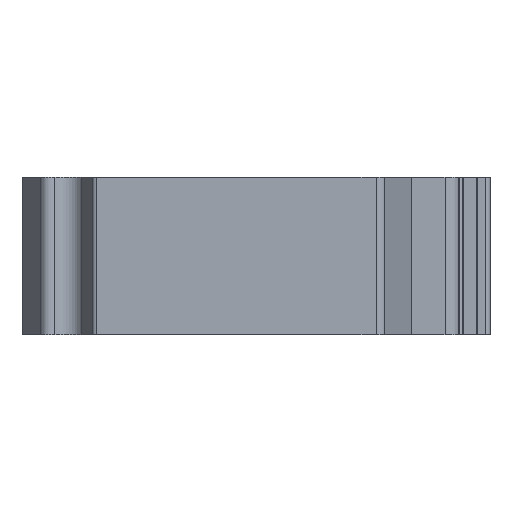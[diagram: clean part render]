
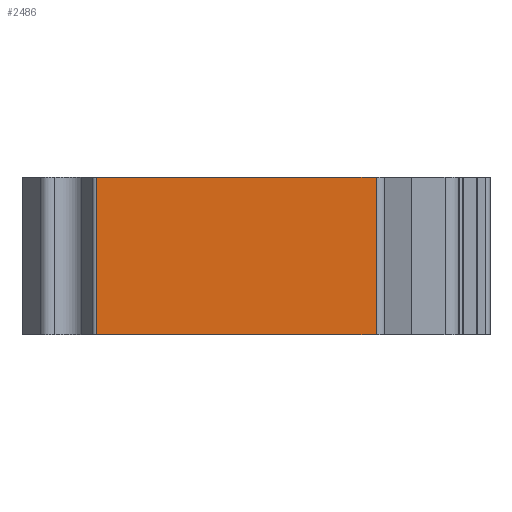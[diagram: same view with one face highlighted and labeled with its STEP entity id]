
A CAD part, left-side view. The second image highlights one B-rep face of the part: STEP entity #2486.
In plain terms, the highlighted planar face has unit normal (-1, 0, 0).
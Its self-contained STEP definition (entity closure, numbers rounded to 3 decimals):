
#1023=DIRECTION('',(0.,1.,0.));
#1024=VECTOR('',#1023,31.062);
#1025=CARTESIAN_POINT('',(-729.579,8.372,0.));
#1026=LINE('',#1025,#1024);
#1027=DIRECTION('',(0.,0.,1.));
#1028=VECTOR('',#1027,17.5);
#1029=CARTESIAN_POINT('',(-729.579,39.433,0.));
#1030=LINE('',#1029,#1028);
#1031=DIRECTION('',(0.,-1.,0.));
#1032=VECTOR('',#1031,31.062);
#1033=CARTESIAN_POINT('',(-729.579,39.433,17.5));
#1034=LINE('',#1033,#1032);
#1159=DIRECTION('',(0.,0.,1.));
#1160=VECTOR('',#1159,17.5);
#1161=CARTESIAN_POINT('',(-729.579,8.372,0.));
#1162=LINE('',#1161,#1160);
#1661=CARTESIAN_POINT('',(-729.579,8.372,0.));
#1663=VERTEX_POINT('',#1661);
#1741=CARTESIAN_POINT('',(-729.579,8.372,17.5));
#1743=VERTEX_POINT('',#1741);
#1795=CARTESIAN_POINT('',(-729.579,39.433,0.));
#1796=VERTEX_POINT('',#1795);
#1855=CARTESIAN_POINT('',(-729.579,39.433,17.5));
#1856=VERTEX_POINT('',#1855);
#2473=CARTESIAN_POINT('',(-729.579,23.902,0.));
#2474=DIRECTION('',(-1.,0.,0.));
#2475=DIRECTION('',(0.,-1.,0.));
#2476=AXIS2_PLACEMENT_3D('',#2473,#2474,#2475);
#2477=PLANE('',#2476);
#2478=ORIENTED_EDGE('',*,*,#2036,.T.);
#2480=ORIENTED_EDGE('',*,*,#2479,.T.);
#2481=ORIENTED_EDGE('',*,*,#2235,.T.);
#2483=ORIENTED_EDGE('',*,*,#2482,.F.);
#2484=EDGE_LOOP('',(#2478,#2480,#2481,#2483));
#2485=FACE_OUTER_BOUND('',#2484,.F.);
#2036=EDGE_CURVE('',#1663,#1796,#1026,.T.);
#2235=EDGE_CURVE('',#1856,#1743,#1034,.T.);
#2479=EDGE_CURVE('',#1796,#1856,#1030,.T.);
#2482=EDGE_CURVE('',#1663,#1743,#1162,.T.);
#2486=ADVANCED_FACE('',(#2485),#2477,.T.);
